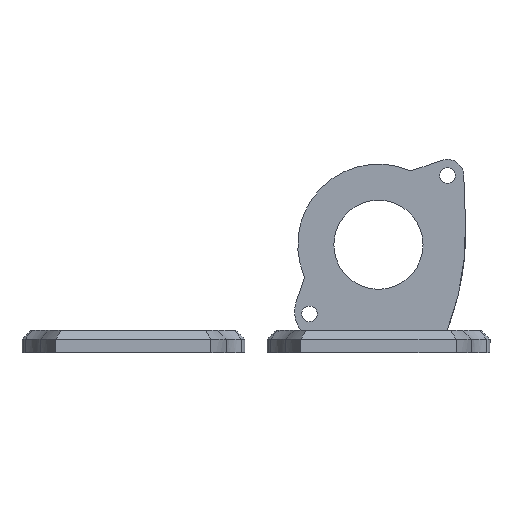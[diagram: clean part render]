
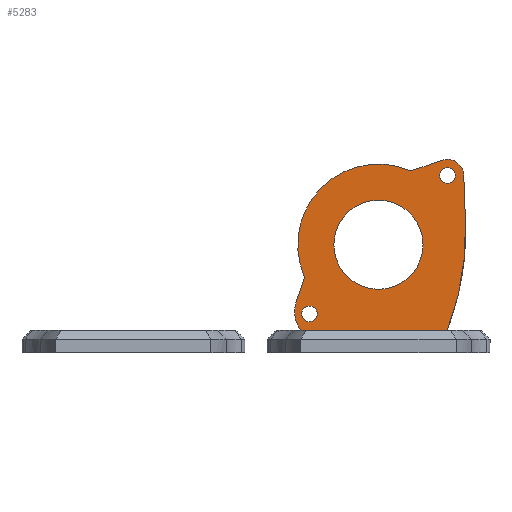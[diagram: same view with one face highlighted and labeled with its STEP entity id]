
A CAD part, front view. The second image highlights one B-rep face of the part: STEP entity #5283.
In plain terms, the highlighted planar face has unit normal (0, -1, 0).
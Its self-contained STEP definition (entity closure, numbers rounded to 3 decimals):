
#169=FACE_BOUND('',#904,.T.);
#170=FACE_BOUND('',#905,.T.);
#171=FACE_BOUND('',#906,.T.);
#273=PLANE('',#5695);
#569=FACE_OUTER_BOUND('',#903,.T.);
#903=EDGE_LOOP('',(#4197,#4198,#4199,#4200,#4201,#4202,#4203,#4204,#4205,
#4206,#4207));
#904=EDGE_LOOP('',(#4208));
#905=EDGE_LOOP('',(#4209));
#906=EDGE_LOOP('',(#4210));
#1295=LINE('',#8478,#1774);
#1342=LINE('',#8607,#1821);
#1343=LINE('',#8611,#1822);
#1344=LINE('',#8615,#1823);
#1345=LINE('',#8619,#1824);
#1346=LINE('',#8620,#1825);
#1347=LINE('',#8621,#1826);
#1774=VECTOR('',#6474,10.);
#1821=VECTOR('',#6597,10.);
#1822=VECTOR('',#6600,10.);
#1823=VECTOR('',#6603,10.);
#1824=VECTOR('',#6606,10.);
#1825=VECTOR('',#6607,10.);
#1826=VECTOR('',#6608,10.);
#2171=CIRCLE('',#5682,10.);
#2172=CIRCLE('',#5693,61.);
#2174=CIRCLE('',#5696,3.647);
#2175=CIRCLE('',#5697,18.1);
#2176=CIRCLE('',#5698,7.);
#2177=CIRCLE('',#5699,1.75);
#2178=CIRCLE('',#5700,1.75);
#2466=VERTEX_POINT('',#8467);
#2470=VERTEX_POINT('',#8476);
#2497=VERTEX_POINT('',#8570);
#2501=VERTEX_POINT('',#8598);
#2502=VERTEX_POINT('',#8600);
#2504=VERTEX_POINT('',#8606);
#2505=VERTEX_POINT('',#8608);
#2506=VERTEX_POINT('',#8610);
#2507=VERTEX_POINT('',#8612);
#2508=VERTEX_POINT('',#8614);
#2509=VERTEX_POINT('',#8616);
#2510=VERTEX_POINT('',#8618);
#2511=VERTEX_POINT('',#8622);
#2512=VERTEX_POINT('',#8624);
#3051=EDGE_CURVE('',#2470,#2466,#1295,.T.);
#3093=EDGE_CURVE('',#2497,#2497,#2171,.T.);
#3107=EDGE_CURVE('',#2501,#2502,#2172,.T.);
#3110=EDGE_CURVE('',#2501,#2504,#1342,.T.);
#3111=EDGE_CURVE('',#2504,#2505,#2174,.T.);
#3112=EDGE_CURVE('',#2505,#2506,#1343,.T.);
#3113=EDGE_CURVE('',#2506,#2507,#2175,.T.);
#3114=EDGE_CURVE('',#2507,#2508,#1344,.T.);
#3115=EDGE_CURVE('',#2509,#2508,#2176,.T.);
#3116=EDGE_CURVE('',#2510,#2509,#1345,.T.);
#3117=EDGE_CURVE('',#2466,#2510,#1346,.T.);
#3118=EDGE_CURVE('',#2502,#2470,#1347,.T.);
#3119=EDGE_CURVE('',#2511,#2511,#2177,.T.);
#3120=EDGE_CURVE('',#2512,#2512,#2178,.T.);
#4197=ORIENTED_EDGE('',*,*,#3107,.F.);
#4198=ORIENTED_EDGE('',*,*,#3110,.T.);
#4199=ORIENTED_EDGE('',*,*,#3111,.T.);
#4200=ORIENTED_EDGE('',*,*,#3112,.T.);
#4201=ORIENTED_EDGE('',*,*,#3113,.T.);
#4202=ORIENTED_EDGE('',*,*,#3114,.T.);
#4203=ORIENTED_EDGE('',*,*,#3115,.F.);
#4204=ORIENTED_EDGE('',*,*,#3116,.F.);
#4205=ORIENTED_EDGE('',*,*,#3117,.F.);
#4206=ORIENTED_EDGE('',*,*,#3051,.F.);
#4207=ORIENTED_EDGE('',*,*,#3118,.F.);
#4208=ORIENTED_EDGE('',*,*,#3093,.T.);
#4209=ORIENTED_EDGE('',*,*,#3119,.T.);
#4210=ORIENTED_EDGE('',*,*,#3120,.T.);
#5283=ADVANCED_FACE('',(#569,#169,#170,#171),#273,.T.);
#5682=AXIS2_PLACEMENT_3D('',#8572,#6555,#6556);
#5693=AXIS2_PLACEMENT_3D('',#8601,#6590,#6591);
#5695=AXIS2_PLACEMENT_3D('',#8605,#6595,#6596);
#5696=AXIS2_PLACEMENT_3D('',#8609,#6598,#6599);
#5697=AXIS2_PLACEMENT_3D('',#8613,#6601,#6602);
#5698=AXIS2_PLACEMENT_3D('',#8617,#6604,#6605);
#5699=AXIS2_PLACEMENT_3D('',#8623,#6609,#6610);
#5700=AXIS2_PLACEMENT_3D('',#8625,#6611,#6612);
#6474=DIRECTION('',(0.,0.,-1.));
#6555=DIRECTION('center_axis',(0.,1.,0.));
#6556=DIRECTION('ref_axis',(-1.,0.,0.));
#6590=DIRECTION('center_axis',(0.,1.,0.));
#6591=DIRECTION('ref_axis',(0.932,0.,-0.363));
#6595=DIRECTION('center_axis',(0.,-1.,0.));
#6596=DIRECTION('ref_axis',(1.,0.,0.));
#6597=DIRECTION('',(-0.036,0.,0.999));
#6598=DIRECTION('center_axis',(0.,-1.,0.));
#6599=DIRECTION('ref_axis',(-0.317,0.,0.948));
#6600=DIRECTION('',(-0.948,0.,-0.317));
#6601=DIRECTION('center_axis',(0.,-1.,0.));
#6602=DIRECTION('ref_axis',(-0.588,0.,0.809));
#6603=DIRECTION('',(-0.317,0.,-0.948));
#6604=DIRECTION('center_axis',(0.,1.,0.));
#6605=DIRECTION('ref_axis',(-0.802,0.,-0.597));
#6606=DIRECTION('',(-0.597,0.,0.802));
#6607=DIRECTION('',(-0.707,0.,0.707));
#6608=DIRECTION('',(-1.,0.,0.));
#6609=DIRECTION('center_axis',(0.,1.,0.));
#6610=DIRECTION('ref_axis',(-1.,0.,0.));
#6611=DIRECTION('center_axis',(0.,1.,0.));
#6612=DIRECTION('ref_axis',(-1.,0.,0.));
#8467=CARTESIAN_POINT('',(132.456,-117.162,164.459));
#8476=CARTESIAN_POINT('',(132.456,-117.162,166.459));
#8478=CARTESIAN_POINT('',(132.456,-117.162,163.959));
#8570=CARTESIAN_POINT('',(157.869,-117.162,185.659));
#8572=CARTESIAN_POINT('Origin',(147.869,-117.162,185.659));
#8598=CARTESIAN_POINT('',(167.396,-117.162,190.804));
#8600=CARTESIAN_POINT('',(163.282,-117.162,166.459));
#8601=CARTESIAN_POINT('Origin',(106.436,-117.162,188.585));
#8605=CARTESIAN_POINT('Origin',(130.456,-117.162,166.459));
#8606=CARTESIAN_POINT('',(167.014,-117.162,201.292));
#8607=CARTESIAN_POINT('',(167.623,-117.162,184.563));
#8608=CARTESIAN_POINT('',(162.213,-117.162,204.618));
#8609=CARTESIAN_POINT('Origin',(163.37,-117.162,201.159));
#8610=CARTESIAN_POINT('',(155.119,-117.162,202.244));
#8611=CARTESIAN_POINT('',(138.645,-117.162,196.732));
#8612=CARTESIAN_POINT('',(131.284,-117.162,178.41));
#8613=CARTESIAN_POINT('Origin',(147.869,-117.162,185.659));
#8614=CARTESIAN_POINT('',(129.429,-117.162,172.865));
#8615=CARTESIAN_POINT('',(128.258,-117.162,169.365));
#8616=CARTESIAN_POINT('',(130.453,-117.162,166.463));
#8617=CARTESIAN_POINT('Origin',(136.067,-117.162,170.644));
#8618=CARTESIAN_POINT('',(130.456,-117.162,166.459));
#8619=CARTESIAN_POINT('',(129.921,-117.162,167.177));
#8620=CARTESIAN_POINT('',(130.956,-117.162,165.959));
#8621=CARTESIAN_POINT('',(139.178,-117.162,166.459));
#8622=CARTESIAN_POINT('',(134.119,-117.162,170.159));
#8623=CARTESIAN_POINT('Origin',(132.369,-117.162,170.159));
#8624=CARTESIAN_POINT('',(165.12,-117.162,201.159));
#8625=CARTESIAN_POINT('Origin',(163.37,-117.162,201.159));
